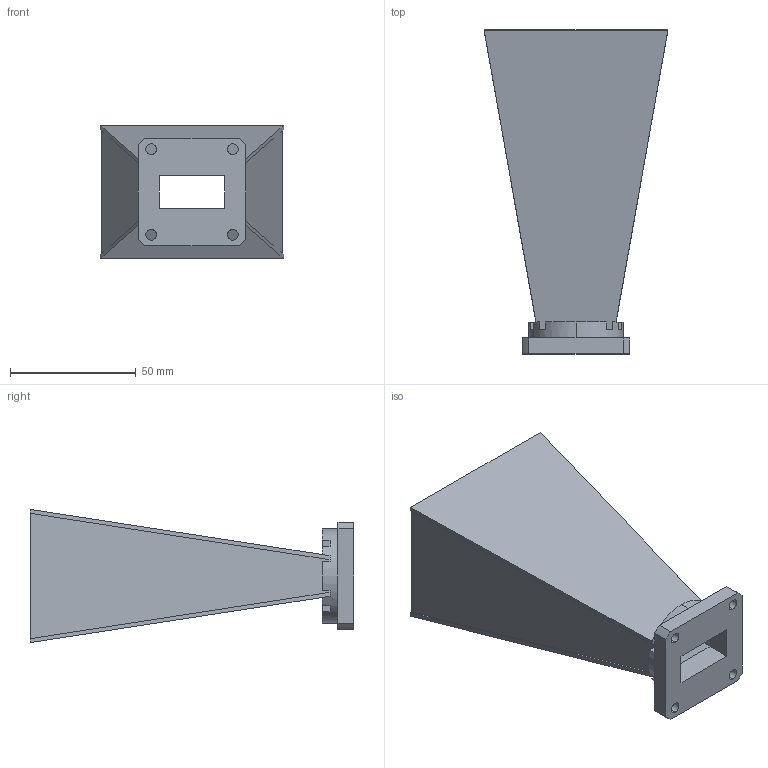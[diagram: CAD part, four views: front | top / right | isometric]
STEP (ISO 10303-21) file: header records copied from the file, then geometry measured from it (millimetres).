
FILE_DESCRIPTION (( 'STEP AP214' ), '1' );
FILE_NAME ('PE9857B-15_3D.STEP', '2022-04-01T16:59:47', ( '' ), ( '' ), 'SwSTEP 2.0', 'SolidWorks 2021', '' );
FILE_SCHEMA (( 'AUTOMOTIVE_DESIGN' ));
Length unit declared in the file: inch
Products named in the file (1): PE9857B-15_3D
Bounding box: 73.25 x 129.02 x 53.04 mm (x, y, z)
Volume: 45109.2 mm3; surface area: 46200.4 mm2
Topology: 1 solids, 1 shells, 84 faces, 234 edges, 152 vertices
Faces by surface type: plane 70, cylinder 14
Entity records: 2726 total; most frequent: CARTESIAN_POINT 483, ORIENTED_EDGE 468, DIRECTION 444, EDGE_CURVE 234, LINE 186, VECTOR 186, VERTEX_POINT 152, AXIS2_PLACEMENT_3D 129
